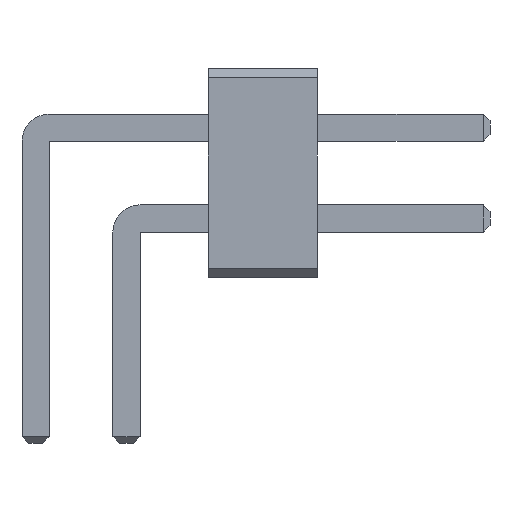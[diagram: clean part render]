
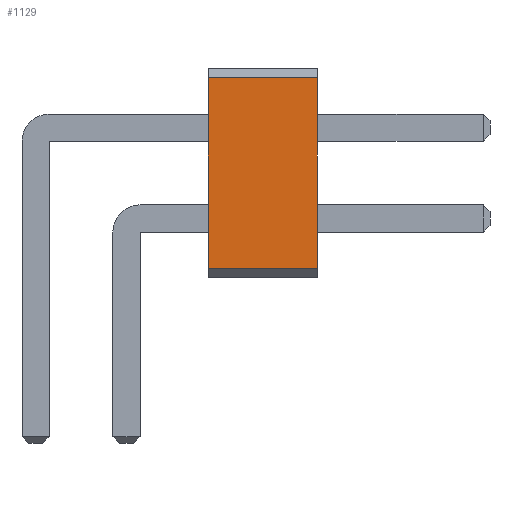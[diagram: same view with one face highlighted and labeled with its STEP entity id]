
A CAD part, front view. The second image highlights one B-rep face of the part: STEP entity #1129.
In plain terms, the highlighted planar face has unit normal (0, -1, 0).
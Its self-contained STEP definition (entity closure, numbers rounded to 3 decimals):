
#13=DIRECTION('',(0.,0.,1.));
#27=VECTOR('',#28,1.);
#28=DIRECTION('',(1.,0.,0.));
#57=DIRECTION('',(0.,-1.,0.));
#1116=VERTEX_POINT('',#1117);
#1117=CARTESIAN_POINT('',(3.1,-18.5,0.1));
#1120=EDGE_CURVE('',#1121,#1116,#1123,.T.);
#1121=VERTEX_POINT('',#1122);
#1122=CARTESIAN_POINT('',(1.9,-18.5,0.1));
#1123=LINE('',#1122,#27);
#1129=ADVANCED_FACE('',(#1130),#1147,.T.);
#1130=FACE_BOUND('',#1131,.T.);
#1131=EDGE_LOOP('',(#1132,#1133,#1139,#1144));
#1132=ORIENTED_EDGE('',*,*,#1120,.T.);
#1133=ORIENTED_EDGE('',*,*,#1134,.T.);
#1134=EDGE_CURVE('',#1116,#1135,#1137,.T.);
#1135=VERTEX_POINT('',#1136);
#1136=CARTESIAN_POINT('',(3.1,-18.5,2.2));
#1137=LINE('',#1117,#1138);
#1138=VECTOR('',#13,1.);
#1139=ORIENTED_EDGE('',*,*,#1140,.F.);
#1140=EDGE_CURVE('',#1141,#1135,#1143,.T.);
#1141=VERTEX_POINT('',#1142);
#1142=CARTESIAN_POINT('',(1.9,-18.5,2.2));
#1143=LINE('',#1142,#27);
#1144=ORIENTED_EDGE('',*,*,#1145,.F.);
#1145=EDGE_CURVE('',#1121,#1141,#1146,.T.);
#1146=LINE('',#1122,#1138);
#1147=PLANE('',#1148);
#1148=AXIS2_PLACEMENT_3D('',#1122,#57,#13);
